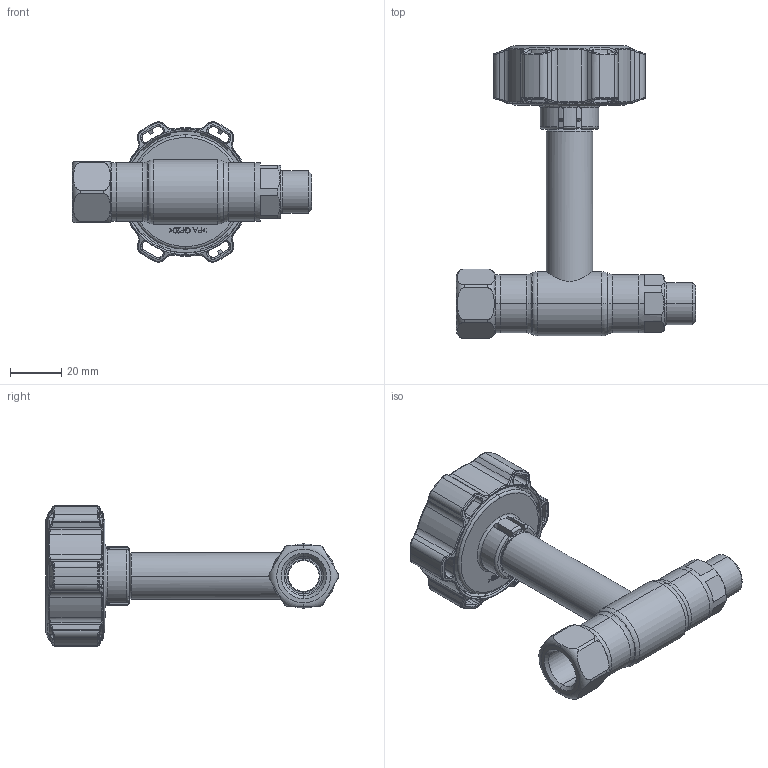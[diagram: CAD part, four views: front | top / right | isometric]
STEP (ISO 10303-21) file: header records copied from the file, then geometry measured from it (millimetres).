
FILE_DESCRIPTION (( 'STEP AP214' ), '1' );
FILE_NAME ('2010002401-0200.step', '2023-12-18T09:58:40', ( '' ), ( '' ), 'SwSTEP 2.0', 'SolidWorks 2021', '' );
FILE_SCHEMA (( 'AUTOMOTIVE_DESIGN' ));
Length unit declared in the file: millimetre
Products named in the file (1): 2010002401-0200
Bounding box: 93 x 113.9 x 54.57 mm (x, y, z)
Surface area: 26894.5 mm2 (no closed solid volume)
Topology: 0 solids, 8 shells, 533 faces, 1524 edges, 982 vertices
Faces by surface type: bspline 164, cylinder 134, plane 106, torus 79, cone 50
Entity records: 32575 total; most frequent: CARTESIAN_POINT 14335, ORIENTED_EDGE 2739, DIRECTION 2198, EDGE_CURVE 1524, VERTEX_POINT 982, AXIS2_PLACEMENT_3D 880, EDGE_LOOP 569, B_SPLINE_CURVE_WITH_KNOTS 546
